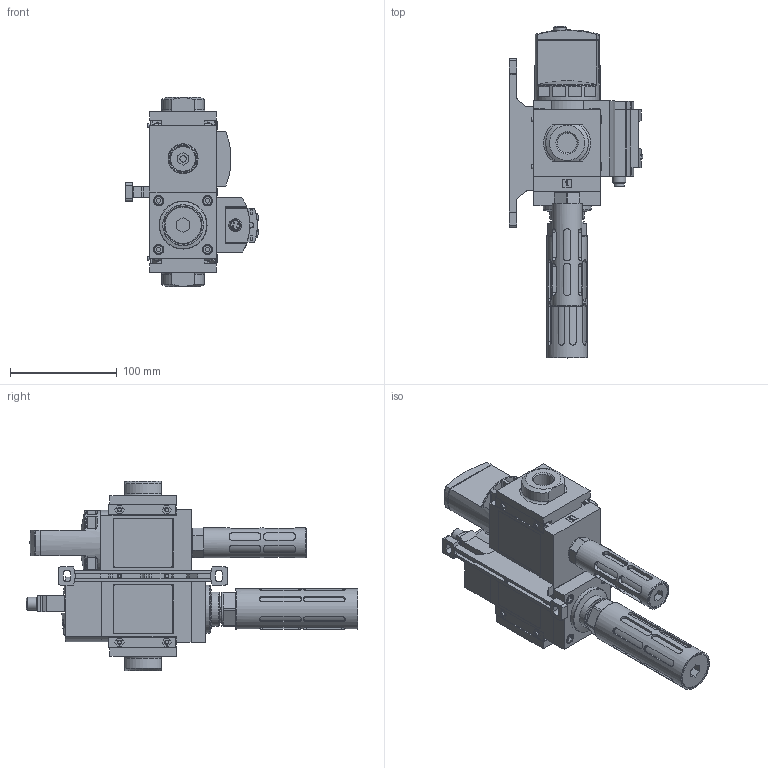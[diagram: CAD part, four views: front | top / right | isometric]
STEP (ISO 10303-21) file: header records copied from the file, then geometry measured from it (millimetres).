
FILE_DESCRIPTION( ( 'STEP AP214' ), '1' );
FILE_NAME( '531030_MSB6-AGD_C4_V54-WP.stp', '2023-06-02T14:27:41', ( 'License CC BY-ND 4.0' ), ( 'CADENAS' ), ' ', 'PARTsolutions', ' ' );
FILE_SCHEMA( ( 'AUTOMOTIVE_DESIGN { 1 0 10303 214 1 1 1 1 }' ) );
Length unit declared in the file: millimetre
Products named in the file (12): 531030 MSB6-AGD:C4:V54-WP; HI_541279 MS6-EM1-AGD-S1D; _6844 U-1/2-B; HI_374264 MS6; HI_526082 MS6-AGD---(000pr); _5206604 MS6-MV-B---(0_p); _8134994 MS6-MV-B---(0_p); HI_548713 MS6-SV-AGD-C-10V24F-S1D; _680729 MS6-LR-AD; _8074905 SPAU-P10R-MS-L-PNLK-M12---(ms); _6845 U-3/4-B; _532195 MS6-WP---(w)
Assembly tree (16 placements, depth 2):
  531030 MSB6-AGD:C4:V54-WP
    HI_541279 MS6-EM1-AGD-S1D
    _6844 U-1/2-B
    HI_374264 MS6  x2
    HI_526082 MS6-AGD---(000pr)  x2
    _5206604 MS6-MV-B---(0_p)  x2
    _8134994 MS6-MV-B---(0_p)  x3
    HI_548713 MS6-SV-AGD-C-10V24F-S1D
    _680729 MS6-LR-AD
    _8074905 SPAU-P10R-MS-L-PNLK-M12---(ms)
    _6845 U-3/4-B
    _532195 MS6-WP---(w)
Bounding box: 124.85 x 310.55 x 177 mm (x, y, z)
Volume: 1296687.2 mm3; surface area: 257517.8 mm2
Topology: 16 solids, 18 shells, 2156 faces, 5671 edges, 3716 vertices
Faces by surface type: plane 1390, cylinder 611, cone 95, torus 42, sphere 12, bspline 6
Full cylindrical faces by diameter (mm): 0.4 x1, 1 x6, 2.459 x2, 3.242 x6, 3.4 x6, 3.5 x1, 3.6 x1, 4 x6, 4.2 x5, 4.5 x8, 4.6 x7, 4.8 x1, 5.4 x1, 5.5 x6, 5.6 x1, 6 x1, 7.6 x6, 7.8 x6, 8 x2, 8.4 x1, 8.5 x8, 9.5 x8, 9.8 x1, 11 x1, 12 x2, 14.1 x1, 16.5 x1, 18.1 x1, 18.631 x7, 21.1 x1
Entity records: 71255 total; most frequent: CARTESIAN_POINT 15059, ORIENTED_EDGE 8630, DIRECTION 8457, EDGE_CURVE 4315, VERTEX_POINT 2931, LINE 2923, VECTOR 2923, AXIS2_PLACEMENT_3D 2767
